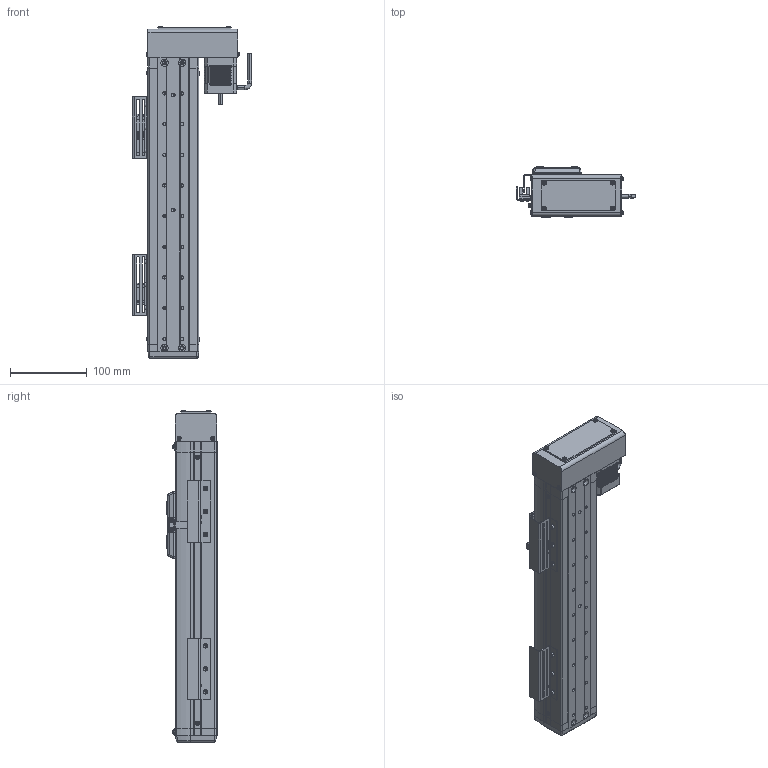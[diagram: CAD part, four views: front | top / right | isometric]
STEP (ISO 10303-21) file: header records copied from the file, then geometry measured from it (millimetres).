
FILE_DESCRIPTION (( 'STEP AP203' ), '1' );
FILE_NAME ('MA60-XXX-PR-200-XX-SL-OF.STEP', '2020-08-03T05:13:07', ( '彌營遵' ), ( '' ), 'SwSTEP 2.0', 'SolidWorks 2013', '' );
FILE_SCHEMA (( 'CONFIG_CONTROL_DESIGN' ));
Length unit declared in the file: millimetre
Products named in the file (30): countersunk flat cross head screw_ks_KS 1023 FC- M3 x 5-N; FRONT PLATE ASSY(STEP賅攪辨); CARRIER COVER(P)_ル遽; CARRIER_ル遽; MA60-XXX-PR-200-XX-SL-OF; socket head cap screw_ks_KS 1003 - M4 x 10 x 10-N; SENSOR DOG(066)(P)_ル遽; BALL NUT; socket head cap screw_ks_KS 1003 - M3 x 5 x 5-N; END COVER(066)(P)_ル遽; BEARING CAP_ル遽; spring lock washer_ks_KS 1324 - M3; FRONT PLATE(STEP賅攪辨)_ル遽; DEMPER; MA Sensor Brk_ル遽; FRONT PLATE COVER_ル遽; MA60 SIDE COVER-200_1_ル遽; MA60 LM GUIDE(P)-200; EE-SX-674(奢辨 撫憮)_ル遽; MA60 FPC 唯衛璽(P)_ル遽; 渠蘆 犒餌MA60 SIDE COVER-200_1_ル遽; BEARING HOUSING(堅薑)(P)_ル遽; MA奢辨 SENSOR_3; A3K-S545-W; MA60 STEEL BELT-200_ル遽; BEARING HOUSING(雖雖)_ル遽; MA奢辨 SENSOR_4; pan cross head_ks_KS 1023 PC- M3 x 5-N; STEEL BELT FIX_ル遽; 15WN-SS-ZZ-block_賥飶
Assembly tree (72 placements, depth 3):
  MA60-XXX-PR-200-XX-SL-OF
    MA60 LM GUIDE(P)-200
    BEARING HOUSING(堅薑)(P)_ル遽
    BEARING HOUSING(雖雖)_ル遽
    15WN-SS-ZZ-block_賥飶
    CARRIER_ル遽
    BALL NUT
    BEARING CAP_ル遽
    DEMPER
    MA60 SIDE COVER-200_1_ル遽
    渠蘆 犒餌MA60 SIDE COVER-200_1_ル遽
    MA60 STEEL BELT-200_ル遽
    STEEL BELT FIX_ル遽  x2
    CARRIER COVER(P)_ル遽
    SENSOR DOG(066)(P)_ル遽
    END COVER(066)(P)_ル遽
    FRONT PLATE ASSY(STEP賅攪辨)
      FRONT PLATE(STEP賅攪辨)_ル遽
      FRONT PLATE COVER_ル遽
      MA60 FPC 唯衛璽(P)_ル遽
      A3K-S545-W
      pan cross head_ks_KS 1023 PC- M3 x 5-N  x8
    pan cross head_ks_KS 1023 PC- M3 x 5-N  x8
    socket head cap screw_ks_KS 1003 - M4 x 10 x 10-N  x4
    socket head cap screw_ks_KS 1003 - M3 x 5 x 5-N  x2
    spring lock washer_ks_KS 1324 - M3  x2
    MA奢辨 SENSOR_3
      MA Sensor Brk_ル遽
      EE-SX-674(奢辨 撫憮)_ル遽  x2
      socket head cap screw_ks_KS 1003 - M3 x 5 x 5-N  x7
      spring lock washer_ks_KS 1324 - M3  x3
    MA奢辨 SENSOR_4
      MA Sensor Brk_ル遽
      EE-SX-674(奢辨 撫憮)_ル遽
      socket head cap screw_ks_KS 1003 - M3 x 5 x 5-N  x5
      spring lock washer_ks_KS 1324 - M3  x3
    countersunk flat cross head screw_ks_KS 1023 FC- M3 x 5-N  x2
Bounding box: 155.2 x 65.4 x 432.95 mm (x, y, z)
Volume: 711407 mm3; surface area: 396962.4 mm2
Topology: 69 solids, 89 shells, 4581 faces, 11742 edges, 7383 vertices
Faces by surface type: plane 2343, cylinder 1323, cone 415, bspline 280, torus 178, sphere 42
Entity records: 125788 total; most frequent: CARTESIAN_POINT 41595, ORIENTED_EDGE 17484, DIRECTION 14757, EDGE_CURVE 8742, VERTEX_POINT 5661, VECTOR 5253, LINE 5253, AXIS2_PLACEMENT_3D 4752
